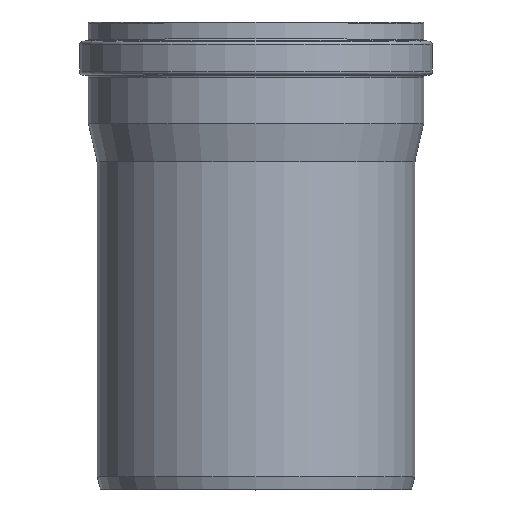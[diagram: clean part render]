
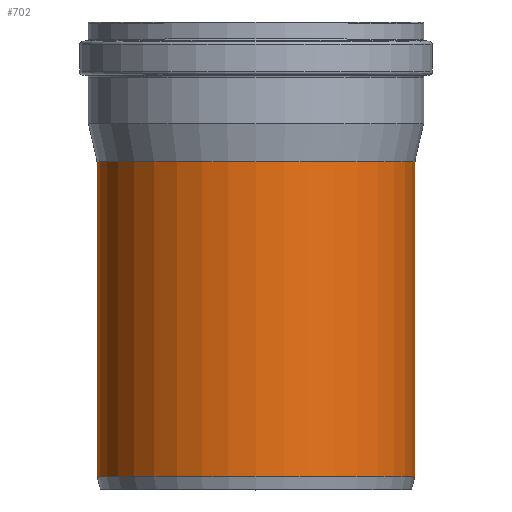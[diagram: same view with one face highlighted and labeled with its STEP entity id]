
A CAD part, top view. The second image highlights one B-rep face of the part: STEP entity #702.
In plain terms, the highlighted cylindrical face has radius 250 mm (diameter 500 mm), a full revolution.
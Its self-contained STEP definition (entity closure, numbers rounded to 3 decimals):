
#20=B_SPLINE_CURVE_WITH_KNOTS('',3,(#1479,#1480,#1481,#1482,#1483,#1484,
#1485,#1486,#1487,#1488,#1489,#1490,#1491,#1492,#1493,#1494,#1495,#1496,
#1497,#1498,#1499,#1500,#1501,#1502,#1503,#1504,#1505,#1506,#1507,#1508,
#1509),.UNSPECIFIED.,.T.,.F.,(4,1,1,1,1,1,1,1,1,1,1,1,1,1,1,1,1,1,1,1,1,
1,1,1,1,1,1,1,4),(-69.017,-66.552,-64.087,
-61.623,-59.158,-55.871,-52.585,
-49.298,-46.011,-42.725,-39.438,
-36.152,-32.865,-29.579,-26.292,
-24.649,-23.006,-20.815,-19.719,-18.898,
-18.076,-16.433,-14.789,-12.325,
-9.86,-7.395,-4.93,-2.465,
0.),.UNSPECIFIED.);
#125=CIRCLE('',#797,250.);
#126=CIRCLE('',#798,250.);
#163=CYLINDRICAL_SURFACE('',#796,250.);
#201=FACE_BOUND('',#352,.T.);
#202=FACE_BOUND('',#353,.T.);
#262=FACE_OUTER_BOUND('',#351,.T.);
#351=EDGE_LOOP('',(#602));
#352=EDGE_LOOP('',(#603));
#353=EDGE_LOOP('',(#604));
#444=VERTEX_POINT('',#1445);
#447=VERTEX_POINT('',#1514);
#448=VERTEX_POINT('',#1516);
#507=EDGE_CURVE('',#444,#444,#20,.T.);
#509=EDGE_CURVE('',#447,#447,#125,.T.);
#510=EDGE_CURVE('',#448,#448,#126,.T.);
#602=ORIENTED_EDGE('',*,*,#509,.F.);
#603=ORIENTED_EDGE('',*,*,#510,.T.);
#604=ORIENTED_EDGE('',*,*,#507,.F.);
#702=ADVANCED_FACE('',(#262,#201,#202),#163,.T.);
#796=AXIS2_PLACEMENT_3D('',#1513,#990,#991);
#797=AXIS2_PLACEMENT_3D('',#1515,#992,#993);
#798=AXIS2_PLACEMENT_3D('',#1517,#994,#995);
#990=DIRECTION('center_axis',(0.,-1.,0.));
#991=DIRECTION('ref_axis',(1.,0.,0.));
#992=DIRECTION('center_axis',(0.,-1.,0.));
#993=DIRECTION('ref_axis',(1.,0.,0.));
#994=DIRECTION('center_axis',(0.,-1.,0.));
#995=DIRECTION('ref_axis',(1.,0.,0.));
#1445=CARTESIAN_POINT('',(96.149,331.855,-230.771));
#1479=CARTESIAN_POINT('Ctrl Pts',(96.149,331.855,-230.771));
#1480=CARTESIAN_POINT('Ctrl Pts',(95.897,322.848,-230.876));
#1481=CARTESIAN_POINT('Ctrl Pts',(94.137,304.866,-231.614));
#1482=CARTESIAN_POINT('Ctrl Pts',(86.939,278.857,-234.472));
#1483=CARTESIAN_POINT('Ctrl Pts',(74.33,255.263,-238.87));
#1484=CARTESIAN_POINT('Ctrl Pts',(54.019,233.852,-244.523));
#1485=CARTESIAN_POINT('Ctrl Pts',(24.705,219.177,-249.597));
#1486=CARTESIAN_POINT('Ctrl Pts',(-11.269,216.574,-250.617));
#1487=CARTESIAN_POINT('Ctrl Pts',(-45.419,227.644,-246.524));
#1488=CARTESIAN_POINT('Ctrl Pts',(-72.369,250.999,-239.655));
#1489=CARTESIAN_POINT('Ctrl Pts',(-89.152,282.712,-233.662));
#1490=CARTESIAN_POINT('Ctrl Pts',(-96.492,318.145,-230.629));
#1491=CARTESIAN_POINT('Ctrl Pts',(-96.502,354.353,-230.626));
#1492=CARTESIAN_POINT('Ctrl Pts',(-90.7,389.955,-233.023));
#1493=CARTESIAN_POINT('Ctrl Pts',(-79.705,424.065,-237.092));
#1494=CARTESIAN_POINT('Ctrl Pts',(-66.009,450.473,-241.301));
#1495=CARTESIAN_POINT('Ctrl Pts',(-51.646,469.285,-244.705));
#1496=CARTESIAN_POINT('Ctrl Pts',(-37.492,482.975,-247.351));
#1497=CARTESIAN_POINT('Ctrl Pts',(-22.086,492.091,-249.222));
#1498=CARTESIAN_POINT('Ctrl Pts',(-7.668,495.586,-249.954));
#1499=CARTESIAN_POINT('Ctrl Pts',(2.165,496.009,-250.043));
#1500=CARTESIAN_POINT('Ctrl Pts',(13.904,494.531,-249.733));
#1501=CARTESIAN_POINT('Ctrl Pts',(27.783,489.177,-248.618));
#1502=CARTESIAN_POINT('Ctrl Pts',(44.617,477.065,-246.183));
#1503=CARTESIAN_POINT('Ctrl Pts',(60.206,459.179,-242.813));
#1504=CARTESIAN_POINT('Ctrl Pts',(73.761,436.184,-238.977));
#1505=CARTESIAN_POINT('Ctrl Pts',(84.021,411.458,-235.518));
#1506=CARTESIAN_POINT('Ctrl Pts',(91.313,385.569,-232.754));
#1507=CARTESIAN_POINT('Ctrl Pts',(95.651,358.91,-230.983));
#1508=CARTESIAN_POINT('Ctrl Pts',(96.401,340.862,-230.666));
#1509=CARTESIAN_POINT('Ctrl Pts',(96.149,331.855,-230.771));
#1513=CARTESIAN_POINT('Origin',(0.,268.,0.));
#1514=CARTESIAN_POINT('',(250.,20.,0.));
#1515=CARTESIAN_POINT('Origin',(0.,20.,0.));
#1516=CARTESIAN_POINT('',(250.,516.,0.));
#1517=CARTESIAN_POINT('Origin',(0.,516.,0.));
